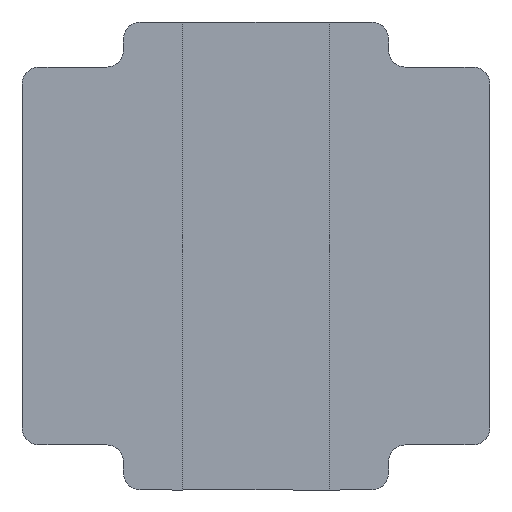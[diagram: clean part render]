
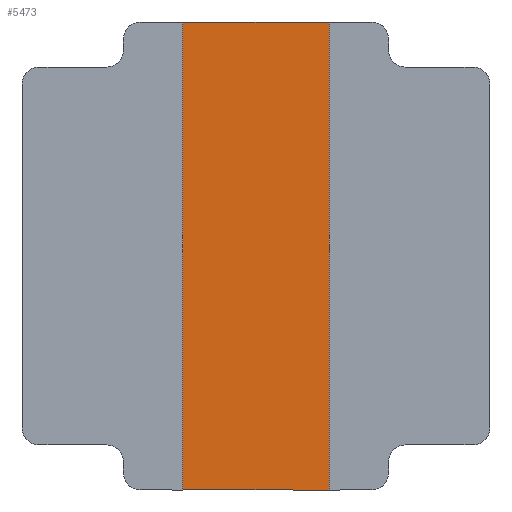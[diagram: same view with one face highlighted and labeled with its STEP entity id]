
A CAD part, front view. The second image highlights one B-rep face of the part: STEP entity #5473.
In plain terms, the highlighted planar face has unit normal (0, -1, 0).
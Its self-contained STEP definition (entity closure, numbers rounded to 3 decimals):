
#91 = VECTOR ( 'NONE', #1568, 1000. ) ;
#373 = CARTESIAN_POINT ( 'NONE',  ( -0.65, 0., 2.075 ) ) ;
#421 = VERTEX_POINT ( 'NONE', #2498 ) ;
#637 = CARTESIAN_POINT ( 'NONE',  ( 0.65, 0., 2.075 ) ) ;
#1243 = CARTESIAN_POINT ( 'NONE',  ( 1.925, 0., 1.525 ) ) ;
#1568 = DIRECTION ( 'NONE',  ( 0., 0., -1. ) ) ;
#1891 = EDGE_CURVE ( 'NONE', #5563, #4639, #4154, .T. ) ;
#1939 = AXIS2_PLACEMENT_3D ( 'NONE', #1243, #4565, #6116 ) ;
#2201 = CARTESIAN_POINT ( 'NONE',  ( 0.65, 0., -2.075 ) ) ;
#2336 = VECTOR ( 'NONE', #3907, 1000. ) ;
#2498 = CARTESIAN_POINT ( 'NONE',  ( 0.65, 0., 2.075 ) ) ;
#3206 = PLANE ( 'NONE',  #1939 ) ;
#3318 = EDGE_LOOP ( 'NONE', ( #6058, #5155, #3941, #4027 ) ) ;
#3410 = CARTESIAN_POINT ( 'NONE',  ( -1.025, 0., 2.075 ) ) ;
#3524 = EDGE_CURVE ( 'NONE', #421, #3873, #5790, .T. ) ;
#3855 = CARTESIAN_POINT ( 'NONE',  ( -0.65, 0., -2.075 ) ) ;
#3873 = VERTEX_POINT ( 'NONE', #2201 ) ;
#3907 = DIRECTION ( 'NONE',  ( -1., 0., 0. ) ) ;
#3941 = ORIENTED_EDGE ( 'NONE', *, *, #4563, .F. ) ;
#3945 = LINE ( 'NONE', #3410, #4405 ) ;
#4027 = ORIENTED_EDGE ( 'NONE', *, *, #1891, .F. ) ;
#4116 = DIRECTION ( 'NONE',  ( 0., 0., 1. ) ) ;
#4134 = CARTESIAN_POINT ( 'NONE',  ( -0.65, 0., 2.075 ) ) ;
#4154 = LINE ( 'NONE', #373, #4553 ) ;
#4405 = VECTOR ( 'NONE', #5312, 1000. ) ;
#4442 = LINE ( 'NONE', #5336, #2336 ) ;
#4497 = EDGE_CURVE ( 'NONE', #3873, #5563, #4442, .T. ) ;
#4553 = VECTOR ( 'NONE', #4116, 1000. ) ;
#4563 = EDGE_CURVE ( 'NONE', #4639, #421, #3945, .T. ) ;
#4565 = DIRECTION ( 'NONE',  ( 0., -1., 0. ) ) ;
#4639 = VERTEX_POINT ( 'NONE', #4134 ) ;
#5082 = FACE_OUTER_BOUND ( 'NONE', #3318, .T. ) ;
#5155 = ORIENTED_EDGE ( 'NONE', *, *, #3524, .F. ) ;
#5312 = DIRECTION ( 'NONE',  ( 1., 0., 0. ) ) ;
#5336 = CARTESIAN_POINT ( 'NONE',  ( -1.025, 0., -2.075 ) ) ;
#5473 = ADVANCED_FACE ( 'NONE', ( #5082 ), #3206, .T. ) ;
#5563 = VERTEX_POINT ( 'NONE', #3855 ) ;
#5790 = LINE ( 'NONE', #637, #91 ) ;
#6058 = ORIENTED_EDGE ( 'NONE', *, *, #4497, .F. ) ;
#6116 = DIRECTION ( 'NONE',  ( 0., 0., -1. ) ) ;
